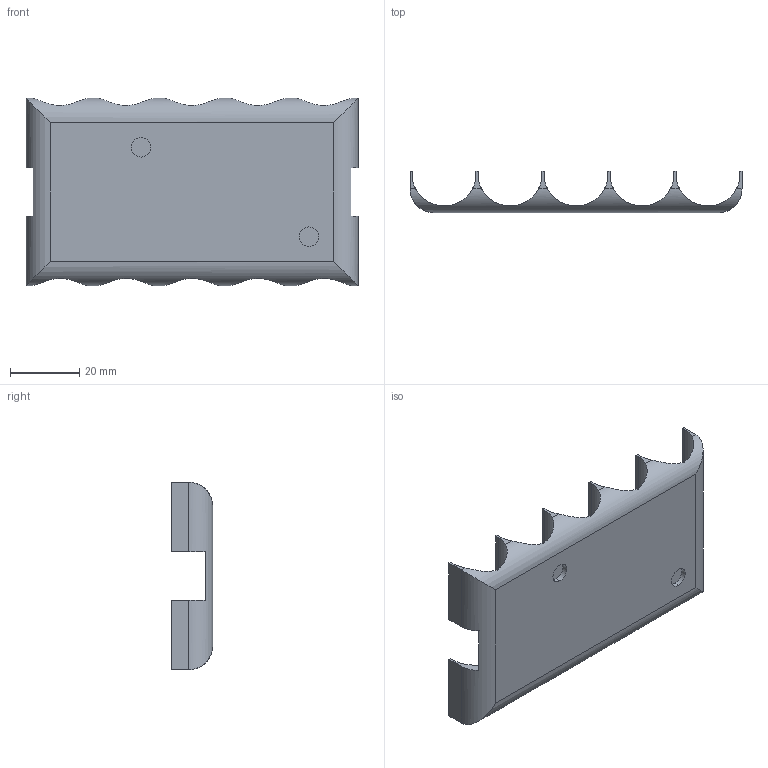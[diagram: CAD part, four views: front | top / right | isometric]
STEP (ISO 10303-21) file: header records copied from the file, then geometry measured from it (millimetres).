
FILE_DESCRIPTION (( 'STEP AP214' ), '1' );
FILE_NAME ('bottom_battery_bed.STEP', '2019-10-22T14:31:28', ( '' ), ( '' ), 'SwSTEP 2.0', 'SolidWorks 2017', '' );
FILE_SCHEMA (( 'AUTOMOTIVE_DESIGN' ));
Length unit declared in the file: millimetre
Products named in the file (1): bottom_battery_bed
Bounding box: 95.6 x 12 x 54 mm (x, y, z)
Volume: 15997.8 mm3; surface area: 13792.9 mm2
Topology: 1 solids, 1 shells, 92 faces, 260 edges, 172 vertices
Faces by surface type: plane 64, cylinder 28
Entity records: 3238 total; most frequent: CARTESIAN_POINT 817, ORIENTED_EDGE 520, DIRECTION 474, EDGE_CURVE 260, VECTOR 184, LINE 184, VERTEX_POINT 172, AXIS2_PLACEMENT_3D 145
